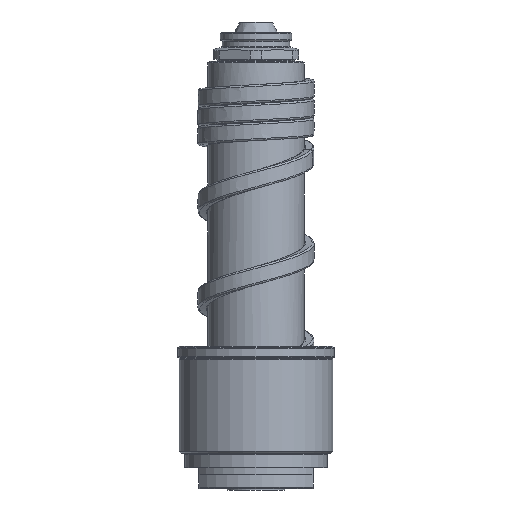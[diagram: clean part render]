
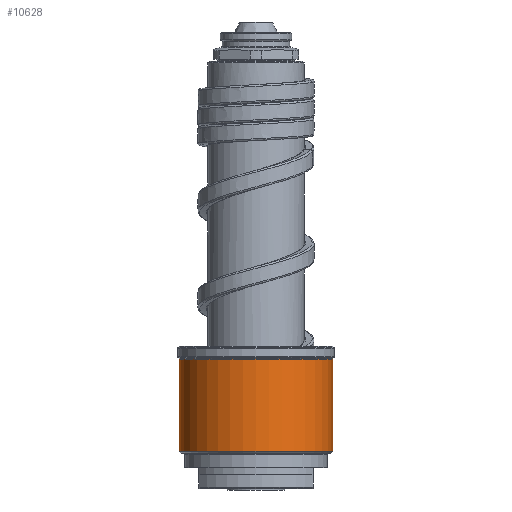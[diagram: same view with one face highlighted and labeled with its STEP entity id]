
A CAD part, front view. The second image highlights one B-rep face of the part: STEP entity #10628.
In plain terms, the highlighted cylindrical face has radius 21.5 mm (diameter 43 mm), a partial arc.
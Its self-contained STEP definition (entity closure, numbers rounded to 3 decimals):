
#3235=CARTESIAN_POINT('',(0.,0.,10.583));
#3236=DIRECTION('',(0.,0.,1.));
#3237=DIRECTION('',(-1.,0.,0.));
#3238=AXIS2_PLACEMENT_3D('',#3235,#3236,#3237);
#3240=DIRECTION('',(0.,0.,-1.));
#3241=VECTOR('',#3240,25.834);
#3242=CARTESIAN_POINT('',(-21.5,0.,36.417));
#3243=LINE('',#3242,#3241);
#3244=CARTESIAN_POINT('',(0.,0.,36.417));
#3245=DIRECTION('',(0.,0.,1.));
#3246=DIRECTION('',(-1.,0.,0.));
#3247=AXIS2_PLACEMENT_3D('',#3244,#3245,#3246);
#3249=DIRECTION('',(0.,0.,-1.));
#3250=VECTOR('',#3249,25.834);
#3251=CARTESIAN_POINT('',(21.5,0.,36.417));
#3252=LINE('',#3251,#3250);
#6255=CARTESIAN_POINT('',(21.5,0.,36.417));
#6256=CARTESIAN_POINT('',(-21.5,0.,36.417));
#6257=VERTEX_POINT('',#6255);
#6258=VERTEX_POINT('',#6256);
#6281=CARTESIAN_POINT('',(21.5,0.,10.583));
#6282=VERTEX_POINT('',#6281);
#6283=CARTESIAN_POINT('',(-21.5,0.,10.583));
#6284=VERTEX_POINT('',#6283);
#10616=CARTESIAN_POINT('',(0.,0.,8.5));
#10617=DIRECTION('',(0.,0.,1.));
#10618=DIRECTION('',(-1.,0.,0.));
#10619=AXIS2_PLACEMENT_3D('',#10616,#10617,#10618);
#10620=CYLINDRICAL_SURFACE('',#10619,21.5);
#10621=ORIENTED_EDGE('',*,*,#8801,.F.);
#10622=ORIENTED_EDGE('',*,*,#8782,.F.);
#10624=ORIENTED_EDGE('',*,*,#10623,.T.);
#10625=ORIENTED_EDGE('',*,*,#8778,.T.);
#10626=EDGE_LOOP('',(#10621,#10622,#10624,#10625));
#10627=FACE_OUTER_BOUND('',#10626,.F.);
#3239=CIRCLE('',#3238,21.5);
#3248=CIRCLE('',#3247,21.5);
#8778=EDGE_CURVE('',#6257,#6282,#3252,.T.);
#8782=EDGE_CURVE('',#6258,#6284,#3243,.T.);
#8801=EDGE_CURVE('',#6284,#6282,#3239,.T.);
#10623=EDGE_CURVE('',#6258,#6257,#3248,.T.);
#10628=ADVANCED_FACE('',(#10627),#10620,.T.);
